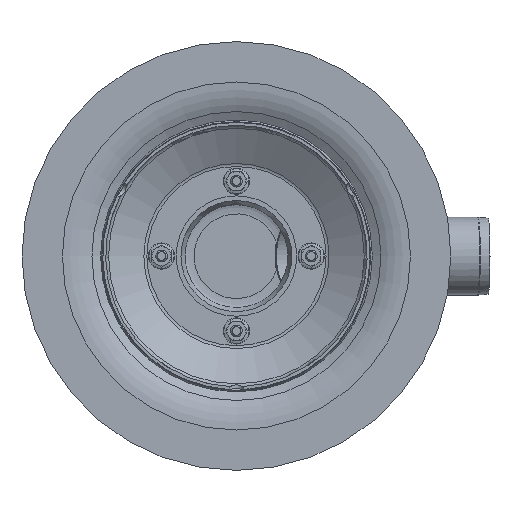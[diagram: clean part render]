
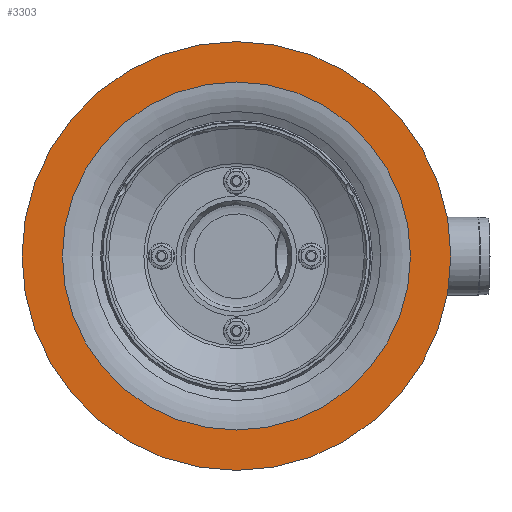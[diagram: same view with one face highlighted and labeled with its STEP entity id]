
A CAD part, top view. The second image highlights one B-rep face of the part: STEP entity #3303.
In plain terms, the highlighted planar face has unit normal (0, 0, 1).
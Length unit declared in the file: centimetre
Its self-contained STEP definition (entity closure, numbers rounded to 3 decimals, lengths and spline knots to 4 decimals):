
#308=FACE_BOUND('',#638,.T.);
#335=PLANE('',#3572);
#400=FACE_OUTER_BOUND('',#637,.T.);
#637=EDGE_LOOP('',(#2285));
#638=EDGE_LOOP('',(#2286));
#1181=CIRCLE('',#3543,146.);
#1198=CIRCLE('',#3570,118.5);
#1429=VERTEX_POINT('',#5165);
#1443=VERTEX_POINT('',#5210);
#1732=EDGE_CURVE('',#1429,#1429,#1181,.T.);
#1752=EDGE_CURVE('',#1443,#1443,#1198,.T.);
#2285=ORIENTED_EDGE('',*,*,#1732,.F.);
#2286=ORIENTED_EDGE('',*,*,#1752,.T.);
#3303=ADVANCED_FACE('',(#400,#308),#335,.T.);
#3543=AXIS2_PLACEMENT_3D('',#5167,#4038,#4039);
#3570=AXIS2_PLACEMENT_3D('',#5211,#4095,#4096);
#3572=AXIS2_PLACEMENT_3D('',#5213,#4099,#4100);
#4038=DIRECTION('center_axis',(0.,0.,-1.));
#4039=DIRECTION('ref_axis',(1.,0.,0.));
#4095=DIRECTION('center_axis',(0.,0.,-1.));
#4096=DIRECTION('ref_axis',(1.,0.,0.));
#4099=DIRECTION('center_axis',(0.,0.,1.));
#4100=DIRECTION('ref_axis',(0.,-1.,0.));
#5165=CARTESIAN_POINT('',(325.363,170.9954,49.4324));
#5167=CARTESIAN_POINT('Origin',(179.363,170.9954,49.4324));
#5210=CARTESIAN_POINT('',(179.363,52.4954,49.4324));
#5211=CARTESIAN_POINT('Origin',(179.363,170.9954,49.4324));
#5213=CARTESIAN_POINT('Origin',(33.363,170.9954,49.4324));
